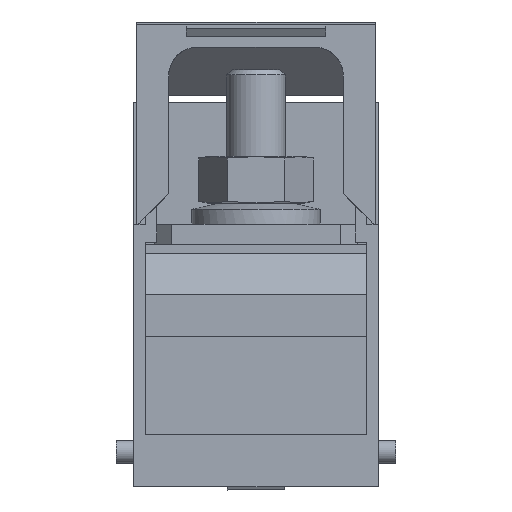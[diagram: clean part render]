
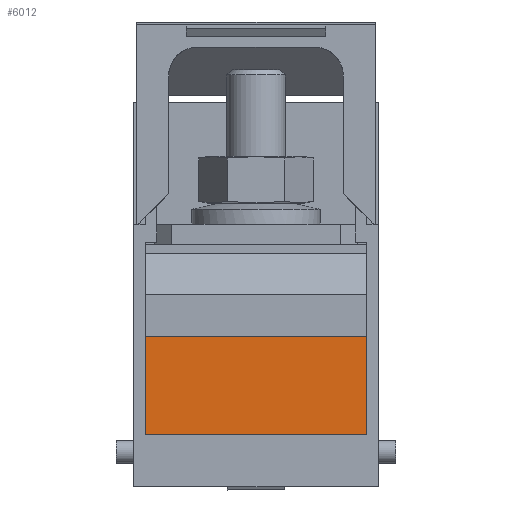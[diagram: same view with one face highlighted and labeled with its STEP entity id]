
A CAD part, front view. The second image highlights one B-rep face of the part: STEP entity #6012.
In plain terms, the highlighted planar face has unit normal (0, -1, 0).
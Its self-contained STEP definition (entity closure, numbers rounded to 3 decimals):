
#6004=AXIS2_PLACEMENT_3D('Plane Axis2P3D',#6001,#6002,#6003) ;
#4098=CARTESIAN_POINT('Vertex',(43.,71.35,26.35)) ;
#4101=CARTESIAN_POINT('Line Origine',(43.,71.35,15.95)) ;
#4105=CARTESIAN_POINT('Vertex',(43.,71.35,5.55)) ;
#4197=CARTESIAN_POINT('Vertex',(5.,71.35,5.55)) ;
#4200=CARTESIAN_POINT('Line Origine',(5.,71.35,15.95)) ;
#4204=CARTESIAN_POINT('Vertex',(5.,71.35,26.35)) ;
#4351=CARTESIAN_POINT('Line Origine',(24.,71.35,5.55)) ;
#5989=CARTESIAN_POINT('Line Origine',(24.,71.35,26.35)) ;
#6001=CARTESIAN_POINT('Axis2P3D Location',(43.,71.35,5.55)) ;
#4102=DIRECTION('Vector Direction',(0.,0.,1.)) ;
#4201=DIRECTION('Vector Direction',(0.,0.,1.)) ;
#4352=DIRECTION('Vector Direction',(-1.,0.,0.)) ;
#5990=DIRECTION('Vector Direction',(-1.,0.,0.)) ;
#6002=DIRECTION('Axis2P3D Direction',(0.,-1.,0.)) ;
#6003=DIRECTION('Axis2P3D XDirection',(0.,0.,-1.)) ;
#4103=VECTOR('Line Direction',#4102,1.) ;
#4202=VECTOR('Line Direction',#4201,1.) ;
#4353=VECTOR('Line Direction',#4352,1.) ;
#5991=VECTOR('Line Direction',#5990,1.) ;
#6007=ORIENTED_EDGE('',*,*,#4206,.F.) ;
#6008=ORIENTED_EDGE('',*,*,#4355,.F.) ;
#6009=ORIENTED_EDGE('',*,*,#4107,.T.) ;
#6010=ORIENTED_EDGE('',*,*,#5993,.T.) ;
#6012=ADVANCED_FACE('V1',(#6011),#6005,.T.) ;
#4107=EDGE_CURVE('',#4106,#4099,#4104,.T.) ;
#4206=EDGE_CURVE('',#4198,#4205,#4203,.T.) ;
#4355=EDGE_CURVE('',#4106,#4198,#4354,.T.) ;
#5993=EDGE_CURVE('',#4099,#4205,#5992,.T.) ;
#6006=EDGE_LOOP('',(#6007,#6008,#6009,#6010)) ;
#6011=FACE_OUTER_BOUND('',#6006,.T.) ;
#4104=LINE('Line',#4101,#4103) ;
#4203=LINE('Line',#4200,#4202) ;
#4354=LINE('Line',#4351,#4353) ;
#5992=LINE('Line',#5989,#5991) ;
#6005=PLANE('',#6004) ;
#4099=VERTEX_POINT('',#4098) ;
#4106=VERTEX_POINT('',#4105) ;
#4198=VERTEX_POINT('',#4197) ;
#4205=VERTEX_POINT('',#4204) ;
